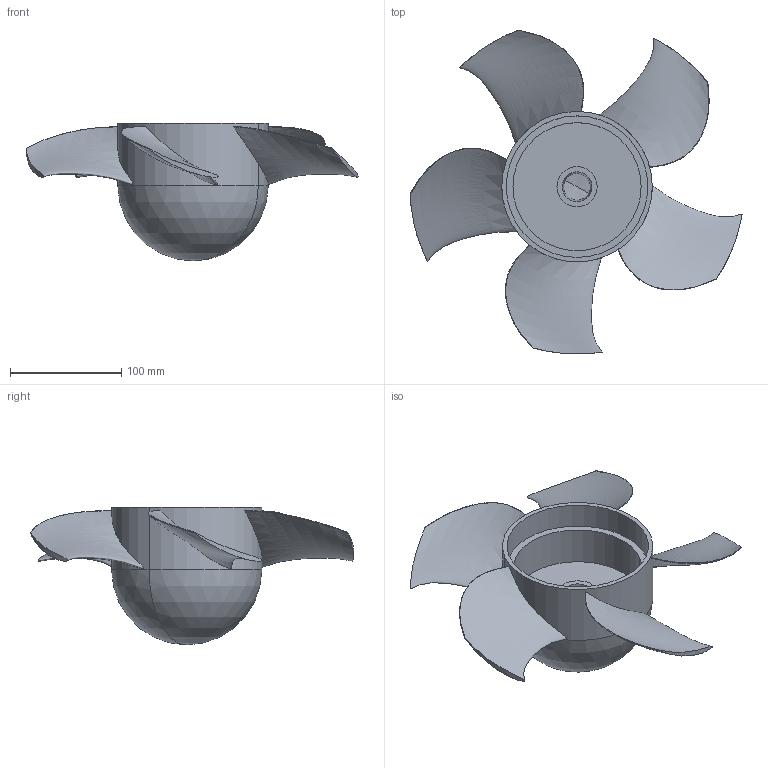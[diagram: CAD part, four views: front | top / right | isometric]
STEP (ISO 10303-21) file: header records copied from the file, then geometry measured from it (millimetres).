
FILE_DESCRIPTION(('Open CASCADE Model'),'2;1');
FILE_NAME('Open CASCADE Shape Model','2020-01-16T10:31:49',('Author'),( 'Open CASCADE'),'Open CASCADE STEP processor 7.3','Open CASCADE 7.3' ,'Unknown');
FILE_SCHEMA(('AUTOMOTIVE_DESIGN { 1 0 10303 214 1 1 1 1 }'));
Length unit declared in the file: millimetre
Products named in the file (8): USI7 transformed3.stp; Open CASCADE STEP translator 7.3 2.1; Open CASCADE STEP translator 7.3 2.2; Open CASCADE STEP translator 7.3 2.3; Open CASCADE STEP translator 7.3 2.4; Open CASCADE STEP translator 7.3 2.5; Open CASCADE STEP translator 7.3 2.6; Open CASCADE STEP translator 7.3 2.7
Assembly tree (7 placements, depth 2):
  USI7 transformed3.stp
    Open CASCADE STEP translator 7.3 2.1
    Open CASCADE STEP translator 7.3 2.2
    Open CASCADE STEP translator 7.3 2.3
    Open CASCADE STEP translator 7.3 2.4
    Open CASCADE STEP translator 7.3 2.5
    Open CASCADE STEP translator 7.3 2.6
    Open CASCADE STEP translator 7.3 2.7
Bounding box: 297.84 x 290.51 x 123.5 mm (x, y, z)
Volume: 517788.3 mm3; surface area: 208918.8 mm2
Topology: 7 solids, 7 shells, 46 faces, 84 edges, 54 vertices
Faces by surface type: cylinder 22, bspline 10, plane 8, sphere 4, cone 2
Entity records: 32847 total; most frequent: CARTESIAN_POINT 31921, ORIENTED_EDGE 160, DIRECTION 152, EDGE_CURVE 80, AXIS2_PLACEMENT_3D 76, FACE_BOUND 54, EDGE_LOOP 54, VERTEX_POINT 54
